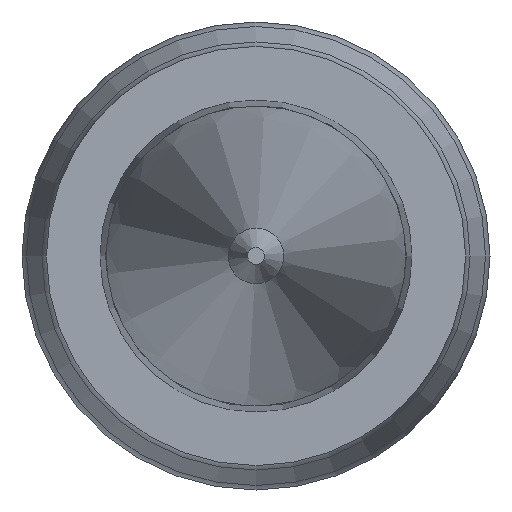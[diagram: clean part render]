
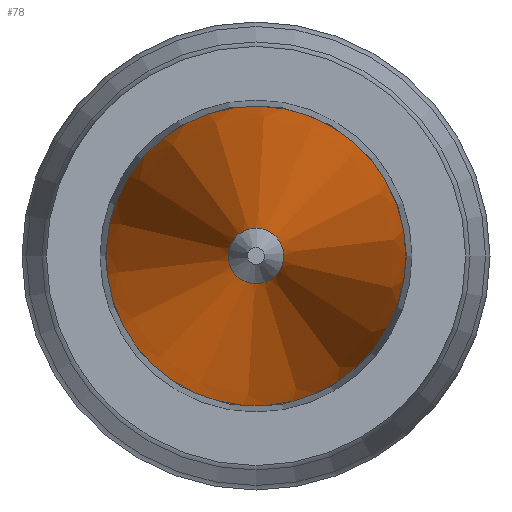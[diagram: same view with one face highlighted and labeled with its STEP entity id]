
A CAD part, left-side view. The second image highlights one B-rep face of the part: STEP entity #78.
In plain terms, the highlighted conical face has half-angle 4.971 degrees and reference radius 0.051 mm.
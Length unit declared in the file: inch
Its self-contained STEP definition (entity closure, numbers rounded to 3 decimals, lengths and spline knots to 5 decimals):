
#11 = DIRECTION ( 'NONE',  ( 0., 0.684, -0.729 ) ) ;
#13 = EDGE_CURVE ( 'NONE', #28, #28, #460, .T. ) ;
#28 = VERTEX_POINT ( 'NONE', #136 ) ;
#40 = DIRECTION ( 'NONE',  ( -1., 0., 0. ) ) ;
#41 = DIRECTION ( 'NONE',  ( 0., -0.684, 0.729 ) ) ;
#78 = ADVANCED_FACE ( 'NONE', ( #196, #429 ), #267, .T. ) ;
#120 = CARTESIAN_POINT ( 'NONE',  ( -0.3, 0., 0. ) ) ;
#134 = EDGE_LOOP ( 'NONE', ( #468 ) ) ;
#136 = CARTESIAN_POINT ( 'NONE',  ( -0.175, 0.00881, -0.00939 ) ) ;
#167 = EDGE_LOOP ( 'NONE', ( #201 ) ) ;
#196 = FACE_OUTER_BOUND ( 'NONE', #167, .T. ) ;
#201 = ORIENTED_EDGE ( 'NONE', *, *, #13, .T. ) ;
#202 = AXIS2_PLACEMENT_3D ( 'NONE', #120, #470, #41 ) ;
#208 = CIRCLE ( 'NONE', #225, 0.00239 ) ;
#209 = CARTESIAN_POINT ( 'NONE',  ( -0.29549, 0., 0. ) ) ;
#225 = AXIS2_PLACEMENT_3D ( 'NONE', #209, #495, #492 ) ;
#246 = VERTEX_POINT ( 'NONE', #496 ) ;
#267 = CONICAL_SURFACE ( 'NONE', #202, 0.002, 0.087 ) ;
#313 = AXIS2_PLACEMENT_3D ( 'NONE', #384, #40, #11 ) ;
#358 = EDGE_CURVE ( 'NONE', #246, #246, #208, .T. ) ;
#384 = CARTESIAN_POINT ( 'NONE',  ( -0.175, 0., 0. ) ) ;
#429 = FACE_BOUND ( 'NONE', #134, .T. ) ;
#460 = CIRCLE ( 'NONE', #313, 0.01287 ) ;
#468 = ORIENTED_EDGE ( 'NONE', *, *, #358, .F. ) ;
#470 = DIRECTION ( 'NONE',  ( 1., 0., 0. ) ) ;
#492 = DIRECTION ( 'NONE',  ( 0., 0.684, -0.729 ) ) ;
#495 = DIRECTION ( 'NONE',  ( -1., 0., 0. ) ) ;
#496 = CARTESIAN_POINT ( 'NONE',  ( -0.29549, 0.00164, -0.00174 ) ) ;
